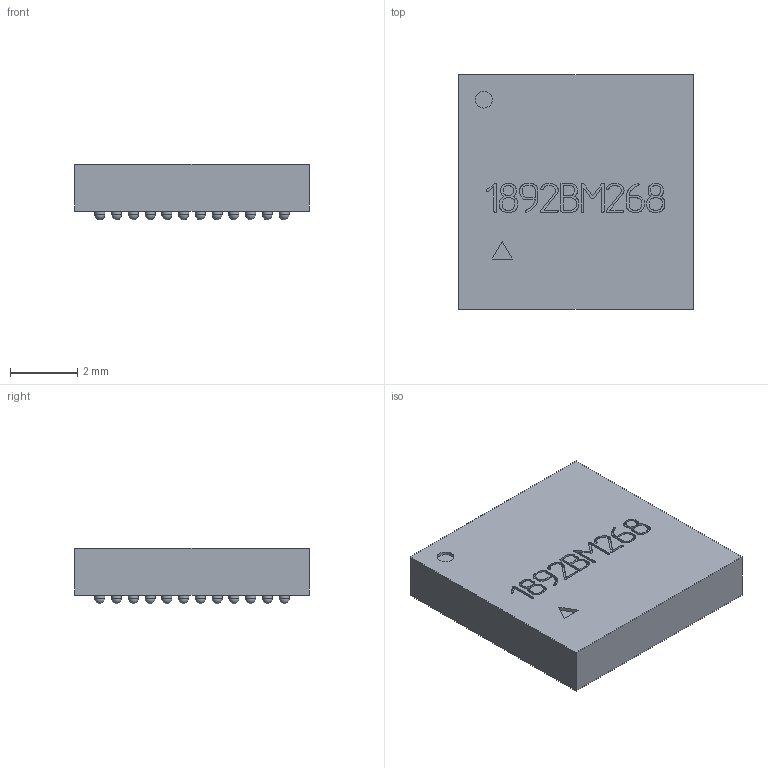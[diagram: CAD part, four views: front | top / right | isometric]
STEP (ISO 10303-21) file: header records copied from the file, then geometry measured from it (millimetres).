
FILE_DESCRIPTION(('STEP AP214'), '1');
FILE_NAME('釔葅.431282.027', '2023-01-12T07:38:09', ('ava'), (''), 'ASCON STEP Converter 1.3', 'ASCON Math Kernel', '');
FILE_SCHEMA(('AUTOMOTIVE_DESIGN { 1 0 10303 214 3 1 1}'));
Length unit declared in the file: millimetre
Products named in the file (1): 54
Bounding box: 7 x 7 x 1.66 mm (x, y, z)
Volume: 70.4 mm3; surface area: 164.3 mm2
Topology: 1 solids, 1 shells, 1103 faces, 3098 edges, 2016 vertices
Faces by surface type: plane 666, cylinder 305, sphere 132
Full cylindrical faces by diameter (mm): 0.3 x132, 0.5 x1
Entity records: 41469 total; most frequent: CARTESIAN_POINT 5705, DIRECTION 5519, ORIENTED_EDGE 5402, EDGE_CURVE 2701, LINE 2091, VECTOR 2091, VERTEX_POINT 1900, AXIS2_PLACEMENT_3D 1714
